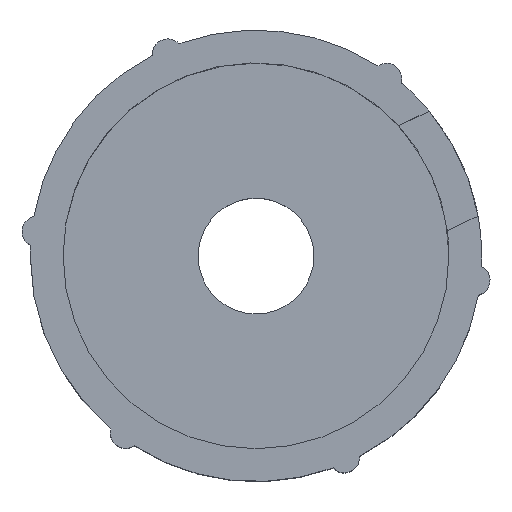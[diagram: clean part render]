
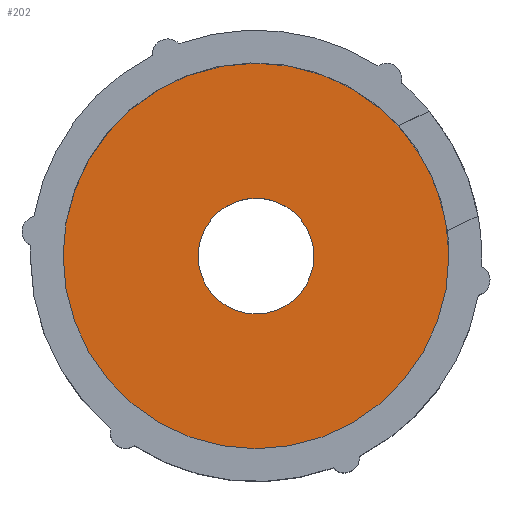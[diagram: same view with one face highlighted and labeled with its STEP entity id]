
A CAD part, top view. The second image highlights one B-rep face of the part: STEP entity #202.
In plain terms, the highlighted planar face has unit normal (0, 0, 1).
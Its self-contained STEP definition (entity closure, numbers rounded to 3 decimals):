
#14 = EDGE_CURVE ( 'NONE', #382, #287, #422, .T. ) ;
#27 = PLANE ( 'NONE',  #747 ) ;
#34 = DIRECTION ( 'NONE',  ( 1., 0., 0. ) ) ;
#76 = ORIENTED_EDGE ( 'NONE', *, *, #14, .T. ) ;
#80 = CARTESIAN_POINT ( 'NONE',  ( 94., 7., 8.9 ) ) ;
#114 = CARTESIAN_POINT ( 'NONE',  ( 95.5, 7., 8.9 ) ) ;
#147 = CIRCLE ( 'NONE', #773, 5. ) ;
#186 = DIRECTION ( 'NONE',  ( 0., 0., -1. ) ) ;
#200 = CARTESIAN_POINT ( 'NONE',  ( 92.5, 7., 8.9 ) ) ;
#202 = ADVANCED_FACE ( 'NONE', ( #414, #916 ), #27, .T. ) ;
#216 = ORIENTED_EDGE ( 'NONE', *, *, #230, .F. ) ;
#230 = EDGE_CURVE ( 'NONE', #823, #873, #639, .T. ) ;
#232 = DIRECTION ( 'NONE',  ( 1., 0., 0. ) ) ;
#287 = VERTEX_POINT ( 'NONE', #114 ) ;
#298 = CIRCLE ( 'NONE', #375, 1.5 ) ;
#346 = CARTESIAN_POINT ( 'NONE',  ( 99., 7., 8.9 ) ) ;
#354 = DIRECTION ( 'NONE',  ( 0., 0., -1. ) ) ;
#375 = AXIS2_PLACEMENT_3D ( 'NONE', #940, #354, #846 ) ;
#382 = VERTEX_POINT ( 'NONE', #200 ) ;
#410 = DIRECTION ( 'NONE',  ( 0., 0., 1. ) ) ;
#414 = FACE_BOUND ( 'NONE', #812, .T. ) ;
#422 = CIRCLE ( 'NONE', #456, 1.5 ) ;
#456 = AXIS2_PLACEMENT_3D ( 'NONE', #80, #531, #232 ) ;
#484 = AXIS2_PLACEMENT_3D ( 'NONE', #703, #186, #629 ) ;
#488 = CARTESIAN_POINT ( 'NONE',  ( 94., 7., 8.9 ) ) ;
#531 = DIRECTION ( 'NONE',  ( 0., 0., -1. ) ) ;
#543 = CARTESIAN_POINT ( 'NONE',  ( 0., 0., 8.9 ) ) ;
#573 = DIRECTION ( 'NONE',  ( 0., 0., -1. ) ) ;
#629 = DIRECTION ( 'NONE',  ( 1., 0., 0. ) ) ;
#636 = CARTESIAN_POINT ( 'NONE',  ( 89., 7., 8.9 ) ) ;
#639 = CIRCLE ( 'NONE', #484, 5. ) ;
#703 = CARTESIAN_POINT ( 'NONE',  ( 94., 7., 8.9 ) ) ;
#747 = AXIS2_PLACEMENT_3D ( 'NONE', #543, #410, #34 ) ;
#773 = AXIS2_PLACEMENT_3D ( 'NONE', #488, #573, #800 ) ;
#783 = EDGE_LOOP ( 'NONE', ( #798, #216 ) ) ;
#791 = EDGE_CURVE ( 'NONE', #873, #823, #147, .T. ) ;
#798 = ORIENTED_EDGE ( 'NONE', *, *, #791, .F. ) ;
#800 = DIRECTION ( 'NONE',  ( 1., 0., 0. ) ) ;
#809 = EDGE_CURVE ( 'NONE', #287, #382, #298, .T. ) ;
#812 = EDGE_LOOP ( 'NONE', ( #76, #925 ) ) ;
#823 = VERTEX_POINT ( 'NONE', #346 ) ;
#846 = DIRECTION ( 'NONE',  ( 1., 0., 0. ) ) ;
#873 = VERTEX_POINT ( 'NONE', #636 ) ;
#916 = FACE_OUTER_BOUND ( 'NONE', #783, .T. ) ;
#925 = ORIENTED_EDGE ( 'NONE', *, *, #809, .T. ) ;
#940 = CARTESIAN_POINT ( 'NONE',  ( 94., 7., 8.9 ) ) ;
